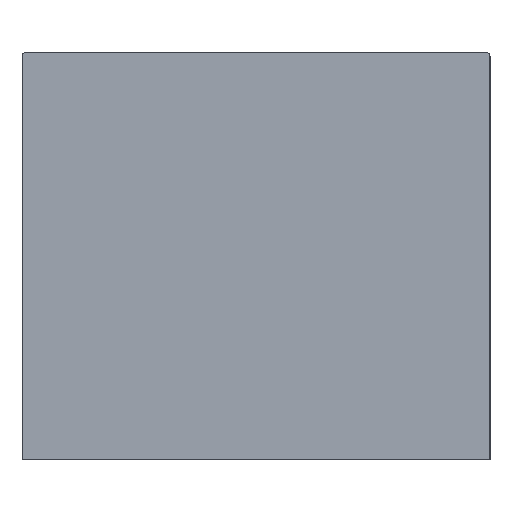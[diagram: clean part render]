
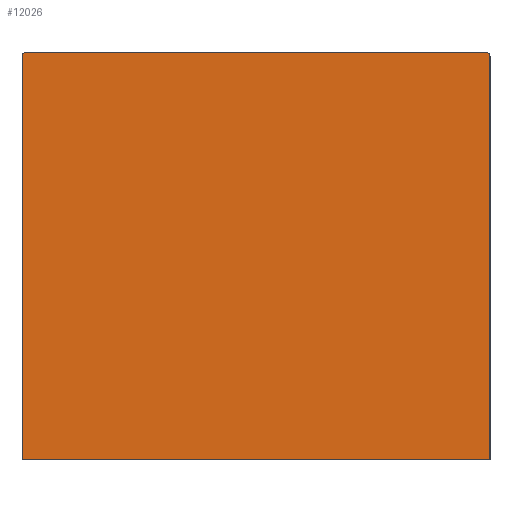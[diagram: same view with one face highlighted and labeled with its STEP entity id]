
A CAD part, left-side view. The second image highlights one B-rep face of the part: STEP entity #12026.
In plain terms, the highlighted planar face has unit normal (-1, 0, 0).
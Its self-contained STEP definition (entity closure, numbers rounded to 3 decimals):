
#661 = VERTEX_POINT ( 'NONE', #14995 ) ;
#936 = ORIENTED_EDGE ( 'NONE', *, *, #5293, .T. ) ;
#1366 = AXIS2_PLACEMENT_3D ( 'NONE', #5466, #11968, #7033 ) ;
#2128 = FACE_OUTER_BOUND ( 'NONE', #7673, .T. ) ;
#2424 = CIRCLE ( 'NONE', #1366, 5. ) ;
#2549 = VERTEX_POINT ( 'NONE', #2957 ) ;
#2925 = ORIENTED_EDGE ( 'NONE', *, *, #10851, .T. ) ;
#2957 = CARTESIAN_POINT ( 'NONE',  ( -381., 292., 503. ) ) ;
#3223 = DIRECTION ( 'NONE',  ( 0., 0., 1. ) ) ;
#3293 = CIRCLE ( 'NONE', #12893, 5. ) ;
#3445 = VERTEX_POINT ( 'NONE', #16345 ) ;
#3652 = CARTESIAN_POINT ( 'NONE',  ( -381., 292., 0. ) ) ;
#3724 = DIRECTION ( 'NONE',  ( 0., 0., -1. ) ) ;
#4111 = LINE ( 'NONE', #5049, #16294 ) ;
#4643 = CARTESIAN_POINT ( 'NONE',  ( -381., 0., 0. ) ) ;
#4669 = ORIENTED_EDGE ( 'NONE', *, *, #15475, .T. ) ;
#4724 = DIRECTION ( 'NONE',  ( -1., 0., 0. ) ) ;
#5016 = EDGE_CURVE ( 'NONE', #8876, #661, #8056, .T. ) ;
#5049 = CARTESIAN_POINT ( 'NONE',  ( -381., 292., 508. ) ) ;
#5070 = EDGE_CURVE ( 'NONE', #3445, #9089, #4111, .T. ) ;
#5293 = EDGE_CURVE ( 'NONE', #661, #3445, #2424, .T. ) ;
#5411 = CARTESIAN_POINT ( 'NONE',  ( -381., -292., 0. ) ) ;
#5413 = AXIS2_PLACEMENT_3D ( 'NONE', #4643, #4724, #3223 ) ;
#5466 = CARTESIAN_POINT ( 'NONE',  ( -381., -287., 503. ) ) ;
#5739 = PLANE ( 'NONE',  #5413 ) ;
#5842 = CARTESIAN_POINT ( 'NONE',  ( -381., 287., 503. ) ) ;
#6398 = CARTESIAN_POINT ( 'NONE',  ( -381., 292., 0. ) ) ;
#6490 = CARTESIAN_POINT ( 'NONE',  ( -381., -292., 0. ) ) ;
#6810 = DIRECTION ( 'NONE',  ( 0., 0., 1. ) ) ;
#7033 = DIRECTION ( 'NONE',  ( 0., 0., 1. ) ) ;
#7375 = ORIENTED_EDGE ( 'NONE', *, *, #5016, .T. ) ;
#7673 = EDGE_LOOP ( 'NONE', ( #7375, #936, #14237, #4669, #12187, #2925 ) ) ;
#7859 = CARTESIAN_POINT ( 'NONE',  ( -381., 292., 0. ) ) ;
#8056 = LINE ( 'NONE', #5411, #8540 ) ;
#8251 = DIRECTION ( 'NONE',  ( -1., 0., 0. ) ) ;
#8540 = VECTOR ( 'NONE', #6810, 1000. ) ;
#8736 = DIRECTION ( 'NONE',  ( 0., -1., 0. ) ) ;
#8876 = VERTEX_POINT ( 'NONE', #6490 ) ;
#9089 = VERTEX_POINT ( 'NONE', #13745 ) ;
#9157 = VECTOR ( 'NONE', #3724, 1000. ) ;
#9339 = DIRECTION ( 'NONE',  ( 0., 0., 1. ) ) ;
#10851 = EDGE_CURVE ( 'NONE', #15136, #8876, #14026, .T. ) ;
#11968 = DIRECTION ( 'NONE',  ( -1., 0., 0. ) ) ;
#12026 = ADVANCED_FACE ( 'NONE', ( #2128 ), #5739, .T. ) ;
#12187 = ORIENTED_EDGE ( 'NONE', *, *, #14781, .T. ) ;
#12893 = AXIS2_PLACEMENT_3D ( 'NONE', #5842, #8251, #9339 ) ;
#13745 = CARTESIAN_POINT ( 'NONE',  ( -381., 287., 508. ) ) ;
#14026 = LINE ( 'NONE', #3652, #15754 ) ;
#14237 = ORIENTED_EDGE ( 'NONE', *, *, #5070, .T. ) ;
#14781 = EDGE_CURVE ( 'NONE', #2549, #15136, #15006, .T. ) ;
#14995 = CARTESIAN_POINT ( 'NONE',  ( -381., -292., 503. ) ) ;
#15006 = LINE ( 'NONE', #6398, #9157 ) ;
#15136 = VERTEX_POINT ( 'NONE', #7859 ) ;
#15475 = EDGE_CURVE ( 'NONE', #9089, #2549, #3293, .T. ) ;
#15480 = DIRECTION ( 'NONE',  ( 0., 1., 0. ) ) ;
#15754 = VECTOR ( 'NONE', #8736, 1000. ) ;
#16294 = VECTOR ( 'NONE', #15480, 1000. ) ;
#16345 = CARTESIAN_POINT ( 'NONE',  ( -381., -287., 508. ) ) ;
